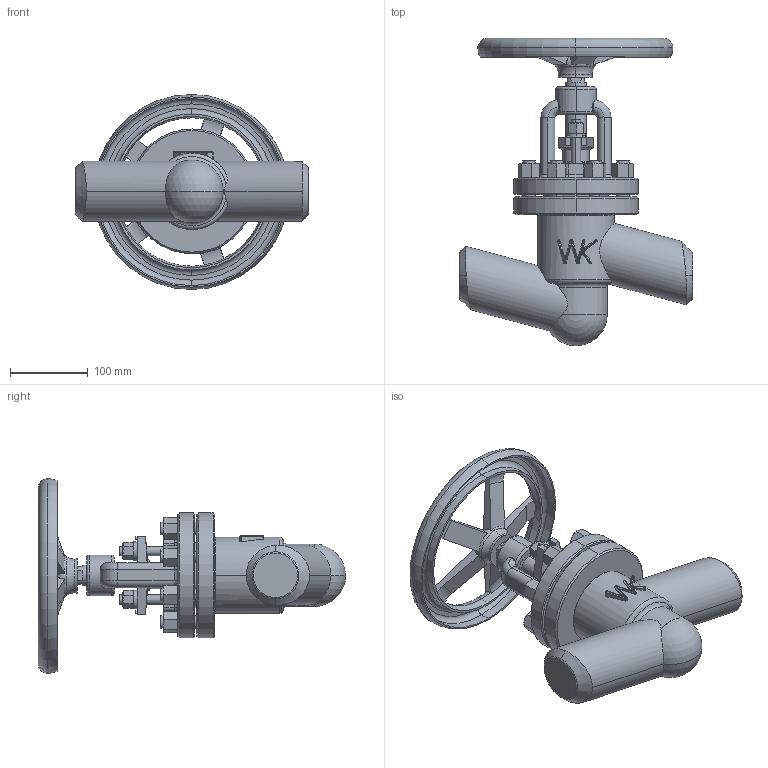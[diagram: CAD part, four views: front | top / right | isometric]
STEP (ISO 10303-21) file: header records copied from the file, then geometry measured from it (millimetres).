
FILE_DESCRIPTION (( 'STEP AP214' ), '1' );
FILE_NAME ('[50] 530S DN50 katalog uproszczony.STEP', '2015-03-19T12:12:48', ( '' ), ( '' ), 'SwSTEP 2.0', 'SolidWorks 2015', '' );
FILE_SCHEMA (( 'AUTOMOTIVE_DESIGN' ));
Length unit declared in the file: millimetre
Products named in the file (1): [50] 530S DN50 katalog uproszczony
Bounding box: 300 x 394 x 250 mm (x, y, z)
Volume: 3698362.2 mm3; surface area: 358474.8 mm2
Topology: 1 solids, 1 shells, 662 faces, 1599 edges, 952 vertices
Faces by surface type: plane 216, cylinder 189, cone 168, torus 51, sphere 27, bspline 11
Entity records: 27410 total; most frequent: CARTESIAN_POINT 7571, ORIENTED_EDGE 3124, DIRECTION 3012, EDGE_CURVE 1562, AXIS2_PLACEMENT_3D 1268, VERTEX_POINT 940, EDGE_LOOP 726, FACE_OUTER_BOUND 658
